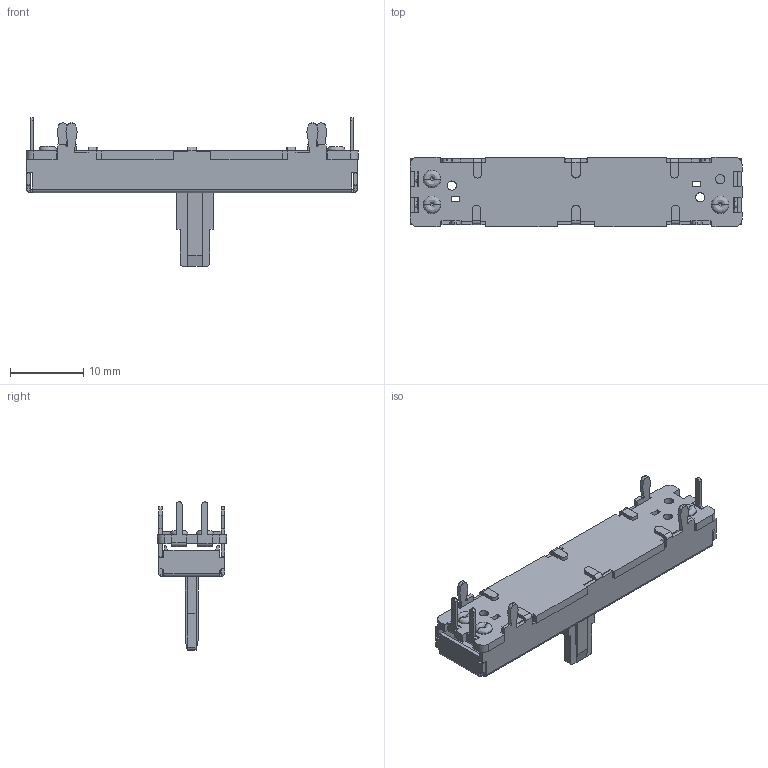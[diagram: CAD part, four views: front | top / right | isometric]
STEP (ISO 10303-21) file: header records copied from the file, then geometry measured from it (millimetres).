
FILE_DESCRIPTION (( 'STEP AP214' ), '1' );
FILE_NAME ('PTA3043.STEP', '2023-07-17T09:40:12', ( '' ), ( '' ), 'SwSTEP 2.0', 'SolidWorks 2023', '' );
FILE_SCHEMA (( 'AUTOMOTIVE_DESIGN' ));
Length unit declared in the file: inch
Products named in the file (1): PTA3043
Bounding box: 45.2 x 9.4 x 20.2 mm (x, y, z)
Surface area: 3127.4 mm2 (no closed solid volume)
Topology: 0 solids, 7 shells, 503 faces, 1416 edges, 909 vertices
Faces by surface type: plane 344, cylinder 139, bspline 20
Entity records: 18056 total; most frequent: CARTESIAN_POINT 3265, ORIENTED_EDGE 2824, DIRECTION 2684, EDGE_CURVE 1416, VECTOR 1100, LINE 1100, VERTEX_POINT 909, AXIS2_PLACEMENT_3D 792
